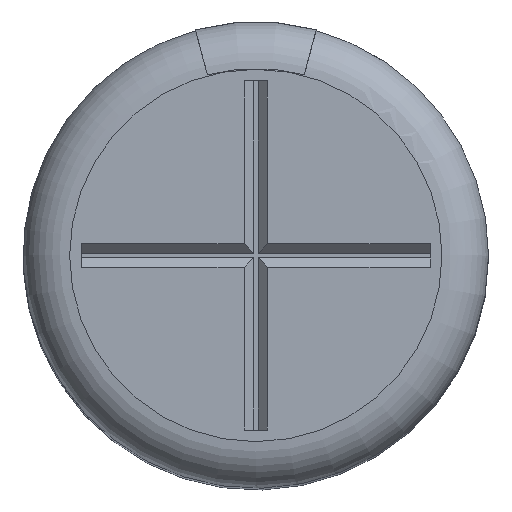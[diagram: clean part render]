
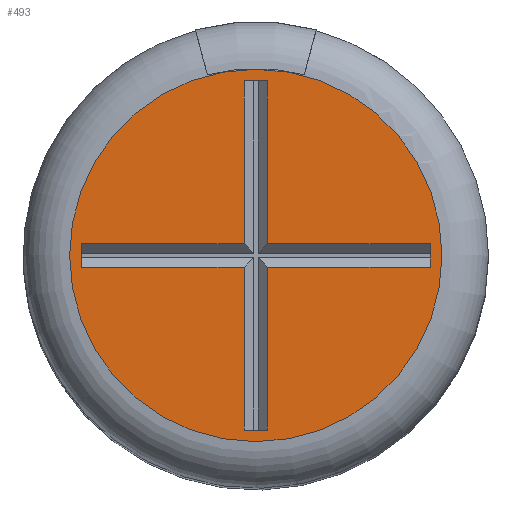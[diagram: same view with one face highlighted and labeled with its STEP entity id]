
A CAD part, top view. The second image highlights one B-rep face of the part: STEP entity #493.
In plain terms, the highlighted planar face has unit normal (0, 0, 1).
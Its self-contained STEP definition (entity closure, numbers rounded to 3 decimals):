
#33 = VERTEX_POINT('',#34);
#34 = CARTESIAN_POINT('',(2.,0.,12.));
#41 = EDGE_CURVE('',#33,#33,#42,.T.);
#42 = CIRCLE('',#43,2.);
#43 = AXIS2_PLACEMENT_3D('',#44,#45,#46);
#44 = CARTESIAN_POINT('',(0.,0.,12.));
#45 = DIRECTION('',(0.,0.,-1.));
#46 = DIRECTION('',(1.,0.,0.));
#493 = ADVANCED_FACE('',(#494,#497),#595,.T.);
#494 = FACE_BOUND('',#495,.T.);
#495 = EDGE_LOOP('',(#496));
#496 = ORIENTED_EDGE('',*,*,#41,.F.);
#497 = FACE_BOUND('',#498,.T.);
#498 = EDGE_LOOP('',(#499,#509,#517,#525,#533,#541,#549,#557,#565,#573,
    #581,#589));
#499 = ORIENTED_EDGE('',*,*,#500,.F.);
#500 = EDGE_CURVE('',#501,#503,#505,.T.);
#501 = VERTEX_POINT('',#502);
#502 = CARTESIAN_POINT('',(-0.125,-1.875,12.));
#503 = VERTEX_POINT('',#504);
#504 = CARTESIAN_POINT('',(0.125,-1.875,12.));
#505 = LINE('',#506,#507);
#506 = CARTESIAN_POINT('',(-0.125,-1.875,12.));
#507 = VECTOR('',#508,1.);
#508 = DIRECTION('',(1.,0.,0.));
#509 = ORIENTED_EDGE('',*,*,#510,.T.);
#510 = EDGE_CURVE('',#501,#511,#513,.T.);
#511 = VERTEX_POINT('',#512);
#512 = CARTESIAN_POINT('',(-0.125,-0.125,12.));
#513 = LINE('',#514,#515);
#514 = CARTESIAN_POINT('',(-0.125,-1.875,12.));
#515 = VECTOR('',#516,1.);
#516 = DIRECTION('',(0.,1.,0.));
#517 = ORIENTED_EDGE('',*,*,#518,.T.);
#518 = EDGE_CURVE('',#511,#519,#521,.T.);
#519 = VERTEX_POINT('',#520);
#520 = CARTESIAN_POINT('',(-1.875,-0.125,12.));
#521 = LINE('',#522,#523);
#522 = CARTESIAN_POINT('',(1.875,-0.125,12.));
#523 = VECTOR('',#524,1.);
#524 = DIRECTION('',(-1.,0.,0.));
#525 = ORIENTED_EDGE('',*,*,#526,.T.);
#526 = EDGE_CURVE('',#519,#527,#529,.T.);
#527 = VERTEX_POINT('',#528);
#528 = CARTESIAN_POINT('',(-1.875,0.125,12.));
#529 = LINE('',#530,#531);
#530 = CARTESIAN_POINT('',(-1.875,-0.125,12.));
#531 = VECTOR('',#532,1.);
#532 = DIRECTION('',(0.,1.,0.));
#533 = ORIENTED_EDGE('',*,*,#534,.F.);
#534 = EDGE_CURVE('',#535,#527,#537,.T.);
#535 = VERTEX_POINT('',#536);
#536 = CARTESIAN_POINT('',(-0.125,0.125,12.));
#537 = LINE('',#538,#539);
#538 = CARTESIAN_POINT('',(1.875,0.125,12.));
#539 = VECTOR('',#540,1.);
#540 = DIRECTION('',(-1.,0.,0.));
#541 = ORIENTED_EDGE('',*,*,#542,.T.);
#542 = EDGE_CURVE('',#535,#543,#545,.T.);
#543 = VERTEX_POINT('',#544);
#544 = CARTESIAN_POINT('',(-0.125,1.875,12.));
#545 = LINE('',#546,#547);
#546 = CARTESIAN_POINT('',(-0.125,-1.875,12.));
#547 = VECTOR('',#548,1.);
#548 = DIRECTION('',(0.,1.,0.));
#549 = ORIENTED_EDGE('',*,*,#550,.T.);
#550 = EDGE_CURVE('',#543,#551,#553,.T.);
#551 = VERTEX_POINT('',#552);
#552 = CARTESIAN_POINT('',(0.125,1.875,12.));
#553 = LINE('',#554,#555);
#554 = CARTESIAN_POINT('',(-0.125,1.875,12.));
#555 = VECTOR('',#556,1.);
#556 = DIRECTION('',(1.,0.,0.));
#557 = ORIENTED_EDGE('',*,*,#558,.F.);
#558 = EDGE_CURVE('',#559,#551,#561,.T.);
#559 = VERTEX_POINT('',#560);
#560 = CARTESIAN_POINT('',(0.125,0.125,12.));
#561 = LINE('',#562,#563);
#562 = CARTESIAN_POINT('',(0.125,-1.875,12.));
#563 = VECTOR('',#564,1.);
#564 = DIRECTION('',(0.,1.,0.));
#565 = ORIENTED_EDGE('',*,*,#566,.F.);
#566 = EDGE_CURVE('',#567,#559,#569,.T.);
#567 = VERTEX_POINT('',#568);
#568 = CARTESIAN_POINT('',(1.875,0.125,12.));
#569 = LINE('',#570,#571);
#570 = CARTESIAN_POINT('',(1.875,0.125,12.));
#571 = VECTOR('',#572,1.);
#572 = DIRECTION('',(-1.,0.,0.));
#573 = ORIENTED_EDGE('',*,*,#574,.F.);
#574 = EDGE_CURVE('',#575,#567,#577,.T.);
#575 = VERTEX_POINT('',#576);
#576 = CARTESIAN_POINT('',(1.875,-0.125,12.));
#577 = LINE('',#578,#579);
#578 = CARTESIAN_POINT('',(1.875,-0.125,12.));
#579 = VECTOR('',#580,1.);
#580 = DIRECTION('',(0.,1.,0.));
#581 = ORIENTED_EDGE('',*,*,#582,.T.);
#582 = EDGE_CURVE('',#575,#583,#585,.T.);
#583 = VERTEX_POINT('',#584);
#584 = CARTESIAN_POINT('',(0.125,-0.125,12.));
#585 = LINE('',#586,#587);
#586 = CARTESIAN_POINT('',(1.875,-0.125,12.));
#587 = VECTOR('',#588,1.);
#588 = DIRECTION('',(-1.,0.,0.));
#589 = ORIENTED_EDGE('',*,*,#590,.F.);
#590 = EDGE_CURVE('',#503,#583,#591,.T.);
#591 = LINE('',#592,#593);
#592 = CARTESIAN_POINT('',(0.125,-1.875,12.));
#593 = VECTOR('',#594,1.);
#594 = DIRECTION('',(0.,1.,0.));
#595 = PLANE('',#596);
#596 = AXIS2_PLACEMENT_3D('',#597,#598,#599);
#597 = CARTESIAN_POINT('',(0.,0.,12.));
#598 = DIRECTION('',(0.,0.,1.));
#599 = DIRECTION('',(1.,0.,0.));
